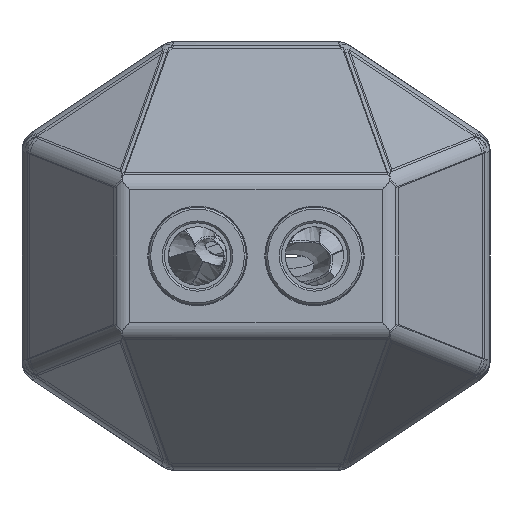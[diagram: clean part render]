
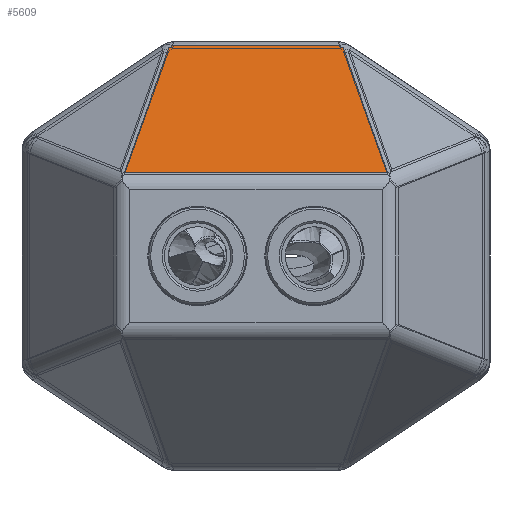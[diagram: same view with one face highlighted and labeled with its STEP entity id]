
A CAD part, left-side view. The second image highlights one B-rep face of the part: STEP entity #5609.
In plain terms, the highlighted planar face has unit normal (-0.504, 0, 0.864).
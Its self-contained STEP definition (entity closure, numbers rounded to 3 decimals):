
#5609 = ADVANCED_FACE('',(#5610),#5662,.T.);
#5610 = FACE_BOUND('',#5611,.T.);
#5611 = EDGE_LOOP('',(#5612,#5622,#5630,#5638,#5647,#5655));
#5612 = ORIENTED_EDGE('',*,*,#5613,.T.);
#5613 = EDGE_CURVE('',#5614,#5616,#5618,.T.);
#5614 = VERTEX_POINT('',#5615);
#5615 = CARTESIAN_POINT('',(-827.43,44.238,
    105.581));
#5616 = VERTEX_POINT('',#5617);
#5617 = CARTESIAN_POINT('',(-935.195,66.689,
    42.718));
#5618 = LINE('',#5619,#5620);
#5619 = CARTESIAN_POINT('',(-929.835,65.572,
    45.845));
#5620 = VECTOR('',#5621,1.);
#5621 = DIRECTION('',(-0.85,0.177,-0.496));
#5622 = ORIENTED_EDGE('',*,*,#5623,.F.);
#5623 = EDGE_CURVE('',#5624,#5616,#5626,.T.);
#5624 = VERTEX_POINT('',#5625);
#5625 = CARTESIAN_POINT('',(-935.195,-68.341,
    42.718));
#5626 = LINE('',#5627,#5628);
#5627 = CARTESIAN_POINT('',(-935.195,-0.826,
    42.718));
#5628 = VECTOR('',#5629,1.);
#5629 = DIRECTION('',(0.,1.,0.));
#5630 = ORIENTED_EDGE('',*,*,#5631,.F.);
#5631 = EDGE_CURVE('',#5632,#5624,#5634,.T.);
#5632 = VERTEX_POINT('',#5633);
#5633 = CARTESIAN_POINT('',(-827.43,-45.89,
    105.581));
#5634 = LINE('',#5635,#5636);
#5635 = CARTESIAN_POINT('',(-825.907,-45.573,
    106.469));
#5636 = VECTOR('',#5637,1.);
#5637 = DIRECTION('',(-0.85,-0.177,-0.496));
#5638 = ORIENTED_EDGE('',*,*,#5639,.T.);
#5639 = EDGE_CURVE('',#5632,#5640,#5642,.T.);
#5640 = VERTEX_POINT('',#5641);
#5641 = CARTESIAN_POINT('',(-823.659,-43.735,
    107.781));
#5642 = ELLIPSE('',#5643,28.64,5.);
#5643 = AXIS2_PLACEMENT_3D('',#5644,#5645,#5646);
#5644 = CARTESIAN_POINT('',(-811.889,-24.507,
    114.647));
#5645 = DIRECTION('',(-0.504,0.,0.864)
  );
#5646 = DIRECTION('',(0.582,0.739,0.339));
#5647 = ORIENTED_EDGE('',*,*,#5648,.F.);
#5648 = EDGE_CURVE('',#5649,#5640,#5651,.T.);
#5649 = VERTEX_POINT('',#5650);
#5650 = CARTESIAN_POINT('',(-823.659,42.083,
    107.781));
#5651 = LINE('',#5652,#5653);
#5652 = CARTESIAN_POINT('',(-823.659,44.174,
    107.781));
#5653 = VECTOR('',#5654,1.);
#5654 = DIRECTION('',(0.,-1.,0.));
#5655 = ORIENTED_EDGE('',*,*,#5656,.T.);
#5656 = EDGE_CURVE('',#5649,#5614,#5657,.T.);
#5657 = ELLIPSE('',#5658,28.64,5.);
#5658 = AXIS2_PLACEMENT_3D('',#5659,#5660,#5661);
#5659 = CARTESIAN_POINT('',(-811.889,22.855,
    114.647));
#5660 = DIRECTION('',(-0.504,0.,0.864
    ));
#5661 = DIRECTION('',(0.582,-0.739,0.339));
#5662 = PLANE('',#5663);
#5663 = AXIS2_PLACEMENT_3D('',#5664,#5665,#5666);
#5664 = CARTESIAN_POINT('',(-940.156,-0.826,
    39.824));
#5665 = DIRECTION('',(-0.504,0.,0.864)
  );
#5666 = DIRECTION('',(0.,-1.,0.));
